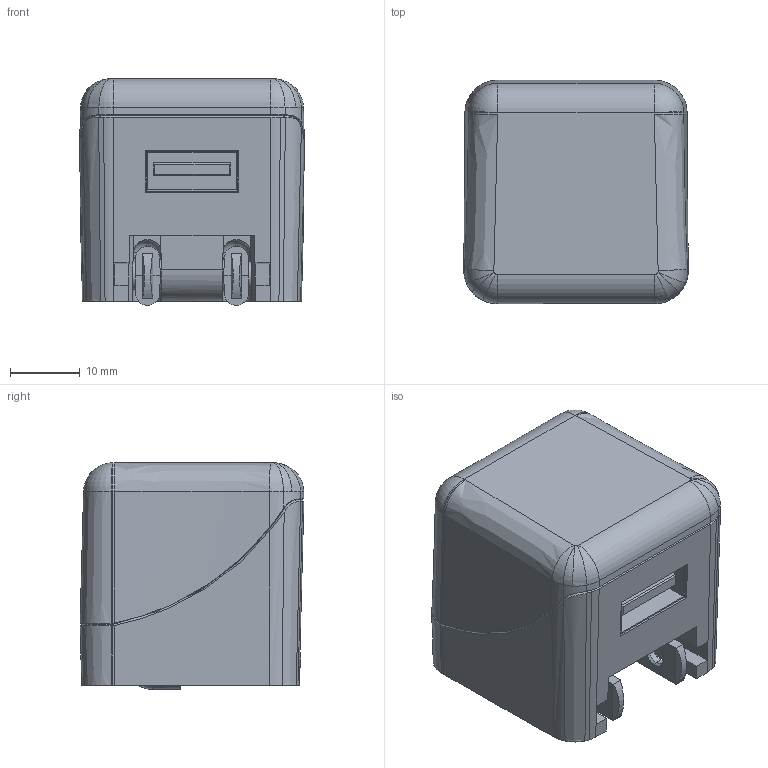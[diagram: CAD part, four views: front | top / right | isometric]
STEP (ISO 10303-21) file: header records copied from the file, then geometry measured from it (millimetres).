
FILE_DESCRIPTION (( 'STEP AP203' ), '1' );
FILE_NAME ('0-qb1-main_asm.STEP', '2017-12-20T08:36:26', ( 'Sky123.Org' ), ( 'Sky123.Org' ), 'SwSTEP 2.0', 'SolidWorks 2014', '' );
FILE_SCHEMA (( 'CONFIG_CONTROL_DESIGN' ));
Length unit declared in the file: millimetre
Products named in the file (8): top-cover; 0-qb1-main_asm; TERMINAL-QB1-B; COVER-BOTTOM-QB1; PRESSPLATE-QB1; TERMINAL-QB1-A; PCB-2; AC blade
Assembly tree (7 placements, depth 2):
  0-qb1-main_asm
    TERMINAL-QB1-B
    COVER-BOTTOM-QB1
    PRESSPLATE-QB1
    TERMINAL-QB1-A
    PCB-2
    AC blade
    top-cover
Bounding box: 32.18 x 32.05 x 32.41 mm (x, y, z)
Volume: 17037.2 mm3; surface area: 18924.9 mm2
Topology: 7 solids, 7 shells, 1069 faces, 2862 edges, 1805 vertices
Faces by surface type: plane 489, cylinder 283, bspline 205, cone 62, torus 24, sphere 6
Entity records: 44552 total; most frequent: CARTESIAN_POINT 19173, ORIENTED_EDGE 5696, DIRECTION 4257, EDGE_CURVE 2848, VERTEX_POINT 1805, VECTOR 1523, LINE 1523, AXIS2_PLACEMENT_3D 1367
